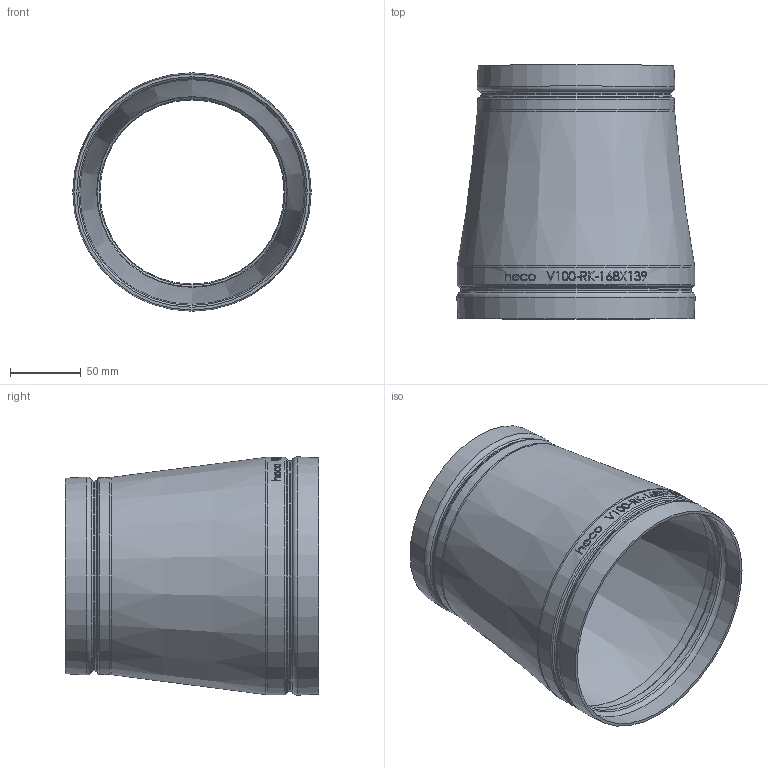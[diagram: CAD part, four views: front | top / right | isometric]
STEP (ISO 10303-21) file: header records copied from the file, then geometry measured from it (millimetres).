
FILE_DESCRIPTION (( 'STEP AP214' ), '1' );
FILE_NAME ('V100-RK-168X139-x Typ E495 DN150x125 600x500 Ø168,3x139,7 1812.STEP', '2018-12-18T10:59:20', ( '' ), ( '' ), 'SwSTEP 2.0', 'SolidWorks 2016', '' );
FILE_SCHEMA (( 'AUTOMOTIVE_DESIGN' ));
Length unit declared in the file: inch
Products named in the file (1): V100-RK-168X139-x Typ E495 DN150x125 600x500 Ø168,3x139,7 1812
Bounding box: 168.95 x 179.83 x 168.95 mm (x, y, z)
Volume: 196234 mm3; surface area: 178407.1 mm2
Topology: 1 solids, 1 shells, 261 faces, 676 edges, 445 vertices
Faces by surface type: bspline 107, plane 91, cylinder 36, torus 17, cone 10
Full cylindrical faces by diameter (mm): 130.52 x1, 134.518 x1, 135.702 x1, 139.7 x1, 159.273 x1, 163.271 x1, 164.277 x1, 168.275 x1
Entity records: 15580 total; most frequent: CARTESIAN_POINT 7366, ORIENTED_EDGE 1250, DIRECTION 768, EDGE_CURVE 625, VERTEX_POINT 429, EDGE_LOOP 326, FACE_OUTER_BOUND 286, B_SPLINE_CURVE_WITH_KNOTS 276
